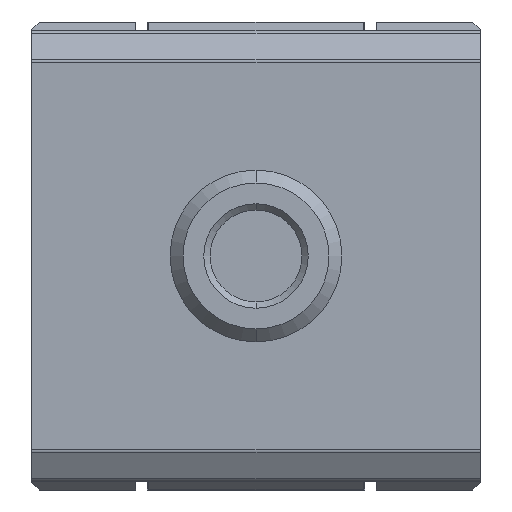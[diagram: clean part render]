
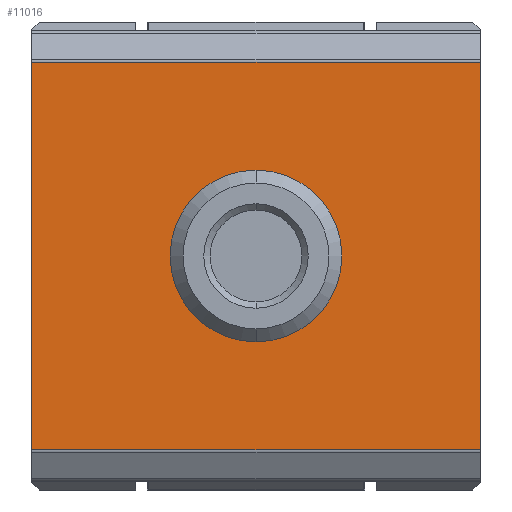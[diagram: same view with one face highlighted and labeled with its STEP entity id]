
A CAD part, front view. The second image highlights one B-rep face of the part: STEP entity #11016.
In plain terms, the highlighted planar face has unit normal (0, -1, 0).
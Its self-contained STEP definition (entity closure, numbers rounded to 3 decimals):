
#10957=CARTESIAN_POINT('',(20.9,-25.6,18.039));
#10958=DIRECTION('',(0.,1.,0.));
#10959=DIRECTION('',(0.,0.,1.));
#10960=AXIS2_PLACEMENT_3D('',#10957,#10958,#10959);
#10961=PLANE('',#10960);
#10962=CARTESIAN_POINT('',(-0.,-25.6,-8.));
#10963=VERTEX_POINT('',#10962);
#10964=CARTESIAN_POINT('',(0.,-25.6,8.));
#10965=VERTEX_POINT('',#10964);
#10966=CARTESIAN_POINT('',(0.,-25.6,0.));
#10967=DIRECTION('',(-0.,-1.,-0.));
#10968=DIRECTION('',(0.,0.,-1.));
#10969=AXIS2_PLACEMENT_3D('',#10966,#10967,#10968);
#10970=CIRCLE('',#10969,8.);
#10971=EDGE_CURVE('',#10963,#10965,#10970,.T.);
#10972=ORIENTED_EDGE('',*,*,#10971,.F.);
#10973=CARTESIAN_POINT('',(0.,-25.6,0.));
#10974=DIRECTION('',(-0.,-1.,-0.));
#10975=DIRECTION('',(0.,0.,-1.));
#10976=AXIS2_PLACEMENT_3D('',#10973,#10974,#10975);
#10977=CIRCLE('',#10976,8.);
#10978=EDGE_CURVE('',#10965,#10963,#10977,.T.);
#10979=ORIENTED_EDGE('',*,*,#10978,.F.);
#10980=EDGE_LOOP('',(#10972,#10979));
#10981=FACE_BOUND('',#10980,.T.);
#10982=CARTESIAN_POINT('',(-20.9,-25.6,18.039));
#10983=VERTEX_POINT('',#10982);
#10984=CARTESIAN_POINT('',(-20.9,-25.6,-18.039));
#10985=VERTEX_POINT('',#10984);
#10986=CARTESIAN_POINT('',(-20.9,-25.6,12364.22));
#10987=DIRECTION('',(-0.,-0.,-1.));
#10988=VECTOR('',#10987,24690.);
#10989=LINE('',#10986,#10988);
#10990=EDGE_CURVE('',#10983,#10985,#10989,.T.);
#10991=ORIENTED_EDGE('',*,*,#10990,.T.);
#10992=CARTESIAN_POINT('',(20.9,-25.6,-18.039));
#10993=VERTEX_POINT('',#10992);
#10994=CARTESIAN_POINT('',(12365.9,-25.6,-18.039));
#10995=DIRECTION('',(-1.,-0.,0.));
#10996=VECTOR('',#10995,24690.);
#10997=LINE('',#10994,#10996);
#10998=EDGE_CURVE('',#10993,#10985,#10997,.T.);
#10999=ORIENTED_EDGE('',*,*,#10998,.F.);
#11000=CARTESIAN_POINT('',(20.9,-25.6,18.039));
#11001=VERTEX_POINT('',#11000);
#11002=CARTESIAN_POINT('',(20.9,-25.6,12364.22));
#11003=DIRECTION('',(-0.,-0.,-1.));
#11004=VECTOR('',#11003,24690.);
#11005=LINE('',#11002,#11004);
#11006=EDGE_CURVE('',#11001,#10993,#11005,.T.);
#11007=ORIENTED_EDGE('',*,*,#11006,.F.);
#11008=CARTESIAN_POINT('',(12365.9,-25.6,18.039));
#11009=DIRECTION('',(-1.,-0.,0.));
#11010=VECTOR('',#11009,24690.);
#11011=LINE('',#11008,#11010);
#11012=EDGE_CURVE('',#11001,#10983,#11011,.T.);
#11013=ORIENTED_EDGE('',*,*,#11012,.T.);
#11014=EDGE_LOOP('',(#10991,#10999,#11007,#11013));
#11015=FACE_BOUND('',#11014,.T.);
#11016=ADVANCED_FACE('',(#10981,#11015),#10961,.F.);
